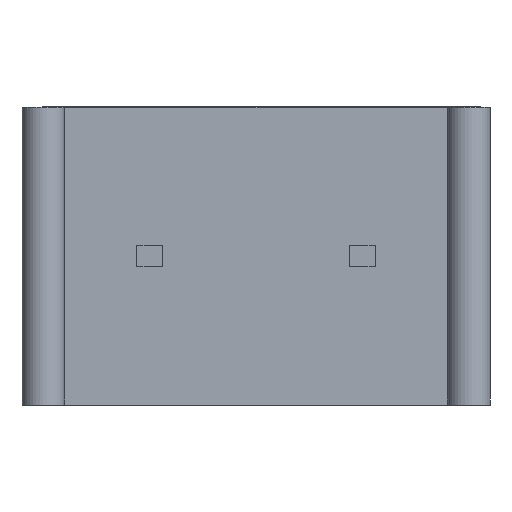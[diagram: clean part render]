
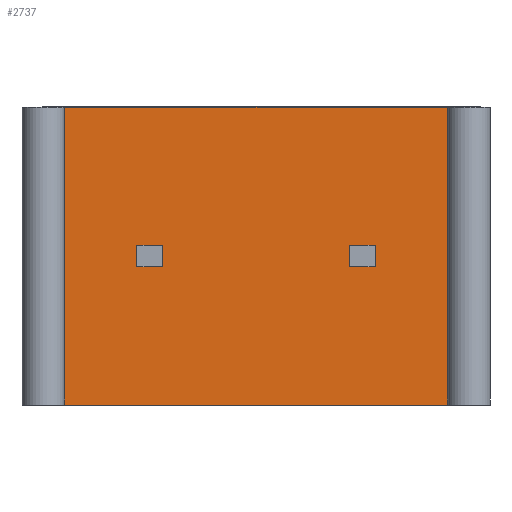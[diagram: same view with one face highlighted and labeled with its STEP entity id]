
A CAD part, front view. The second image highlights one B-rep face of the part: STEP entity #2737.
In plain terms, the highlighted planar face has unit normal (0, -1, 0).
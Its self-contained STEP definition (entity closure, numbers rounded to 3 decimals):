
#22 = DIRECTION ( 'NONE',  ( 0., 0., 1. ) ) ;
#102 = CARTESIAN_POINT ( 'NONE',  ( 3.3, 0., 3.5 ) ) ;
#109 = ORIENTED_EDGE ( 'NONE', *, *, #2646, .T. ) ;
#190 = DIRECTION ( 'NONE',  ( -1., 0., 0. ) ) ;
#221 = VERTEX_POINT ( 'NONE', #2193 ) ;
#253 = VERTEX_POINT ( 'NONE', #1142 ) ;
#282 = ORIENTED_EDGE ( 'NONE', *, *, #322, .T. ) ;
#291 = LINE ( 'NONE', #2217, #594 ) ;
#309 = DIRECTION ( 'NONE',  ( 0., 0., 1. ) ) ;
#319 = ORIENTED_EDGE ( 'NONE', *, *, #490, .F. ) ;
#322 = EDGE_CURVE ( 'NONE', #813, #2654, #291, .T. ) ;
#367 = VERTEX_POINT ( 'NONE', #507 ) ;
#434 = VERTEX_POINT ( 'NONE', #2504 ) ;
#460 = FACE_OUTER_BOUND ( 'NONE', #1354, .T. ) ;
#490 = EDGE_CURVE ( 'NONE', #221, #2253, #1670, .T. ) ;
#500 = LINE ( 'NONE', #2740, #2434 ) ;
#507 = CARTESIAN_POINT ( 'NONE',  ( 3.3, 0., 3.25 ) ) ;
#514 = VECTOR ( 'NONE', #1273, 1000. ) ;
#552 = VECTOR ( 'NONE', #1939, 1000. ) ;
#594 = VECTOR ( 'NONE', #2622, 1000. ) ;
#617 = EDGE_CURVE ( 'NONE', #253, #2654, #772, .T. ) ;
#631 = DIRECTION ( 'NONE',  ( 1., 0., 0. ) ) ;
#645 = CARTESIAN_POINT ( 'NONE',  ( 8.3, 0., 3.75 ) ) ;
#673 = CARTESIAN_POINT ( 'NONE',  ( 10., 0., 0. ) ) ;
#752 = ORIENTED_EDGE ( 'NONE', *, *, #1139, .T. ) ;
#766 = EDGE_CURVE ( 'NONE', #2586, #1353, #1981, .T. ) ;
#772 = LINE ( 'NONE', #1284, #1846 ) ;
#777 = ORIENTED_EDGE ( 'NONE', *, *, #851, .F. ) ;
#791 = CARTESIAN_POINT ( 'NONE',  ( 7.7, 0., 3.25 ) ) ;
#813 = VERTEX_POINT ( 'NONE', #673 ) ;
#817 = ORIENTED_EDGE ( 'NONE', *, *, #617, .F. ) ;
#831 = CARTESIAN_POINT ( 'NONE',  ( 2.7, 0., 3.25 ) ) ;
#832 = CARTESIAN_POINT ( 'NONE',  ( 7.7, 0., 3.75 ) ) ;
#851 = EDGE_CURVE ( 'NONE', #2253, #367, #1713, .T. ) ;
#855 = CARTESIAN_POINT ( 'NONE',  ( 0., 0., 0. ) ) ;
#875 = CARTESIAN_POINT ( 'NONE',  ( 0., 0., 7. ) ) ;
#904 = PLANE ( 'NONE',  #2718 ) ;
#981 = DIRECTION ( 'NONE',  ( 0., 0., 1. ) ) ;
#1012 = LINE ( 'NONE', #1871, #2294 ) ;
#1139 = EDGE_CURVE ( 'NONE', #1353, #1774, #1012, .T. ) ;
#1142 = CARTESIAN_POINT ( 'NONE',  ( 1., 0., 7. ) ) ;
#1151 = CARTESIAN_POINT ( 'NONE',  ( 7.7, 0., 3.5 ) ) ;
#1167 = VECTOR ( 'NONE', #1198, 1000. ) ;
#1198 = DIRECTION ( 'NONE',  ( 0., 0., 1. ) ) ;
#1223 = EDGE_CURVE ( 'NONE', #367, #1793, #1529, .T. ) ;
#1248 = VECTOR ( 'NONE', #190, 1000. ) ;
#1258 = DIRECTION ( 'NONE',  ( 0., 0., -1. ) ) ;
#1273 = DIRECTION ( 'NONE',  ( -1., 0., 0. ) ) ;
#1284 = CARTESIAN_POINT ( 'NONE',  ( 0., 0., 7. ) ) ;
#1323 = EDGE_LOOP ( 'NONE', ( #2020, #1858, #752, #109 ) ) ;
#1331 = CARTESIAN_POINT ( 'NONE',  ( 3.3, 0., 3.25 ) ) ;
#1353 = VERTEX_POINT ( 'NONE', #832 ) ;
#1354 = EDGE_LOOP ( 'NONE', ( #282, #817, #2358, #2409 ) ) ;
#1355 = ORIENTED_EDGE ( 'NONE', *, *, #1223, .F. ) ;
#1363 = LINE ( 'NONE', #2571, #514 ) ;
#1387 = CARTESIAN_POINT ( 'NONE',  ( 1., 0., 0. ) ) ;
#1449 = VECTOR ( 'NONE', #1258, 1000. ) ;
#1499 = CARTESIAN_POINT ( 'NONE',  ( 1., 0., 0. ) ) ;
#1529 = LINE ( 'NONE', #102, #1167 ) ;
#1542 = VECTOR ( 'NONE', #981, 1000. ) ;
#1577 = VERTEX_POINT ( 'NONE', #1499 ) ;
#1602 = CARTESIAN_POINT ( 'NONE',  ( 2.7, 0., 3.25 ) ) ;
#1634 = DIRECTION ( 'NONE',  ( 1., 0., 0. ) ) ;
#1670 = LINE ( 'NONE', #831, #1449 ) ;
#1713 = LINE ( 'NONE', #1331, #552 ) ;
#1774 = VERTEX_POINT ( 'NONE', #645 ) ;
#1792 = EDGE_LOOP ( 'NONE', ( #2210, #1355, #777, #319 ) ) ;
#1793 = VERTEX_POINT ( 'NONE', #2553 ) ;
#1846 = VECTOR ( 'NONE', #631, 1000. ) ;
#1858 = ORIENTED_EDGE ( 'NONE', *, *, #766, .T. ) ;
#1871 = CARTESIAN_POINT ( 'NONE',  ( 8.3, 0., 3.75 ) ) ;
#1902 = EDGE_CURVE ( 'NONE', #1577, #813, #2126, .T. ) ;
#1939 = DIRECTION ( 'NONE',  ( 1., 0., 0. ) ) ;
#1978 = EDGE_CURVE ( 'NONE', #1793, #221, #1363, .T. ) ;
#1980 = FACE_BOUND ( 'NONE', #1323, .T. ) ;
#1981 = LINE ( 'NONE', #1151, #1542 ) ;
#2020 = ORIENTED_EDGE ( 'NONE', *, *, #2663, .T. ) ;
#2096 = CARTESIAN_POINT ( 'NONE',  ( 7.7, 0., 3.25 ) ) ;
#2126 = LINE ( 'NONE', #855, #2619 ) ;
#2193 = CARTESIAN_POINT ( 'NONE',  ( 2.7, 0., 3.75 ) ) ;
#2202 = EDGE_CURVE ( 'NONE', #1577, #253, #2411, .T. ) ;
#2210 = ORIENTED_EDGE ( 'NONE', *, *, #1978, .F. ) ;
#2216 = DIRECTION ( 'NONE',  ( 1., 0., 0. ) ) ;
#2217 = CARTESIAN_POINT ( 'NONE',  ( 10., 0., 0. ) ) ;
#2253 = VERTEX_POINT ( 'NONE', #1602 ) ;
#2294 = VECTOR ( 'NONE', #1634, 1000. ) ;
#2345 = DIRECTION ( 'NONE',  ( 0., 0., -1. ) ) ;
#2347 = FACE_BOUND ( 'NONE', #1792, .T. ) ;
#2358 = ORIENTED_EDGE ( 'NONE', *, *, #2202, .F. ) ;
#2378 = LINE ( 'NONE', #2096, #1248 ) ;
#2409 = ORIENTED_EDGE ( 'NONE', *, *, #1902, .T. ) ;
#2411 = LINE ( 'NONE', #1387, #2755 ) ;
#2434 = VECTOR ( 'NONE', #2345, 1000. ) ;
#2504 = CARTESIAN_POINT ( 'NONE',  ( 8.3, 0., 3.25 ) ) ;
#2553 = CARTESIAN_POINT ( 'NONE',  ( 3.3, 0., 3.75 ) ) ;
#2571 = CARTESIAN_POINT ( 'NONE',  ( 2.7, 0., 3.75 ) ) ;
#2573 = DIRECTION ( 'NONE',  ( 0., 1., 0. ) ) ;
#2586 = VERTEX_POINT ( 'NONE', #791 ) ;
#2619 = VECTOR ( 'NONE', #2216, 1000. ) ;
#2622 = DIRECTION ( 'NONE',  ( 0., 0., 1. ) ) ;
#2646 = EDGE_CURVE ( 'NONE', #1774, #434, #500, .T. ) ;
#2654 = VERTEX_POINT ( 'NONE', #2773 ) ;
#2663 = EDGE_CURVE ( 'NONE', #434, #2586, #2378, .T. ) ;
#2718 = AXIS2_PLACEMENT_3D ( 'NONE', #875, #2573, #22 ) ;
#2737 = ADVANCED_FACE ( 'NONE', ( #1980, #460, #2347 ), #904, .F. ) ;
#2740 = CARTESIAN_POINT ( 'NONE',  ( 8.3, 0., 3.25 ) ) ;
#2755 = VECTOR ( 'NONE', #309, 1000. ) ;
#2773 = CARTESIAN_POINT ( 'NONE',  ( 10., 0., 7. ) ) ;
